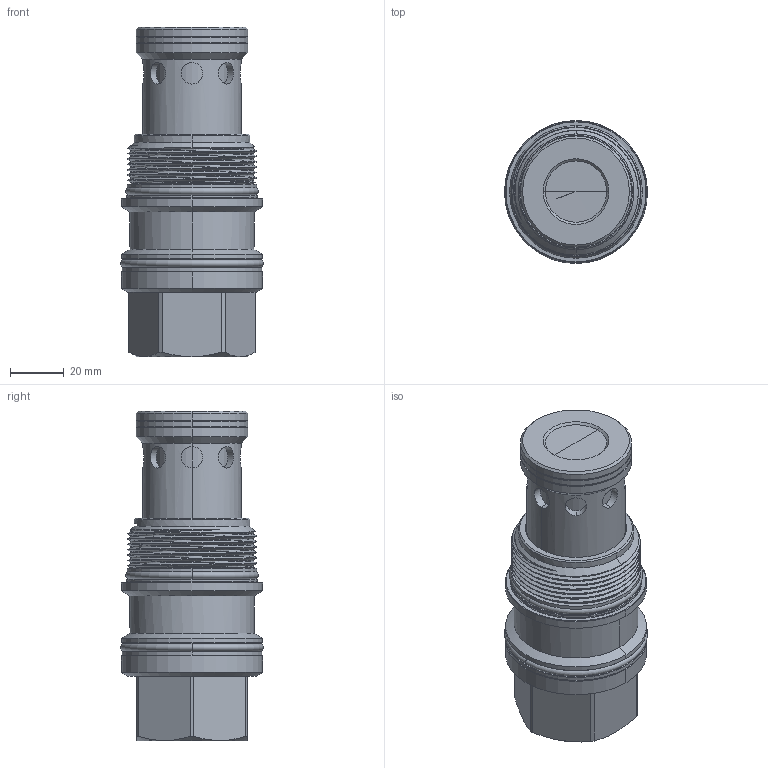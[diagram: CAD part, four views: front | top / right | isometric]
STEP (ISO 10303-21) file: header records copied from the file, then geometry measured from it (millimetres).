
FILE_DESCRIPTION (( 'STEP AP203' ), '1' );
FILE_NAME ('RV19A3G-8W.STEP', '2024-11-28T03:27:23', ( '' ), ( '' ), 'SwSTEP 2.0', 'SolidWorks 2018', '' );
FILE_SCHEMA (( 'CONFIG_CONTROL_DESIGN' ));
Length unit declared in the file: millimetre
Products named in the file (1): RV19A3G-8W
Bounding box: 53.1 x 53.1 x 122.36 mm (x, y, z)
Volume: 178353.9 mm3; surface area: 29424.1 mm2
Topology: 1 solids, 1 shells, 207 faces, 506 edges, 311 vertices
Faces by surface type: cylinder 105, cone 48, plane 31, torus 17, bspline 6
Entity records: 10212 total; most frequent: CARTESIAN_POINT 5440, ORIENTED_EDGE 1008, DIRECTION 969, EDGE_CURVE 504, AXIS2_PLACEMENT_3D 400, VERTEX_POINT 311, EDGE_LOOP 239, ADVANCED_FACE 207
